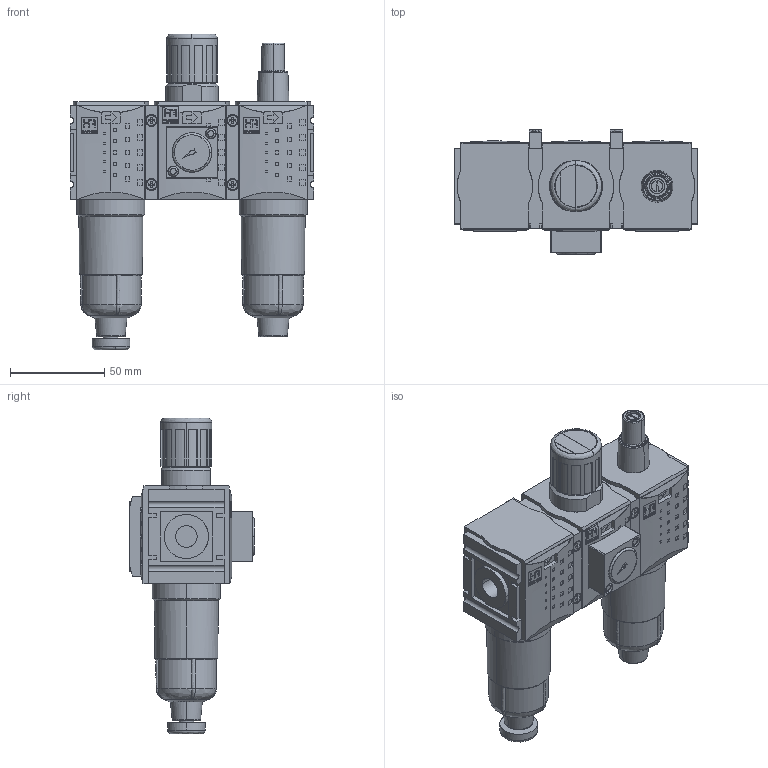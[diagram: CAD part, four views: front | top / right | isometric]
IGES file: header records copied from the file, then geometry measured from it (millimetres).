
Start section: SolidWorks IGES file using analytic representation for surfaces
Global section: file name: PNKS3U-014.IGS; native system: SolidWorks 2013; preprocessor: SolidWorks 2013; author: grafika; date: 131108.110530; units: millimetre
Bounding box: 129 x 66 x 167.5 mm (x, y, z)
Surface area: 75580.3 mm2 (no closed solid volume)
Topology: 0 solids, 0 shells, 2223 faces, 16145 edges, 16145 vertices
Faces by surface type: bspline 1834, revolution 389
